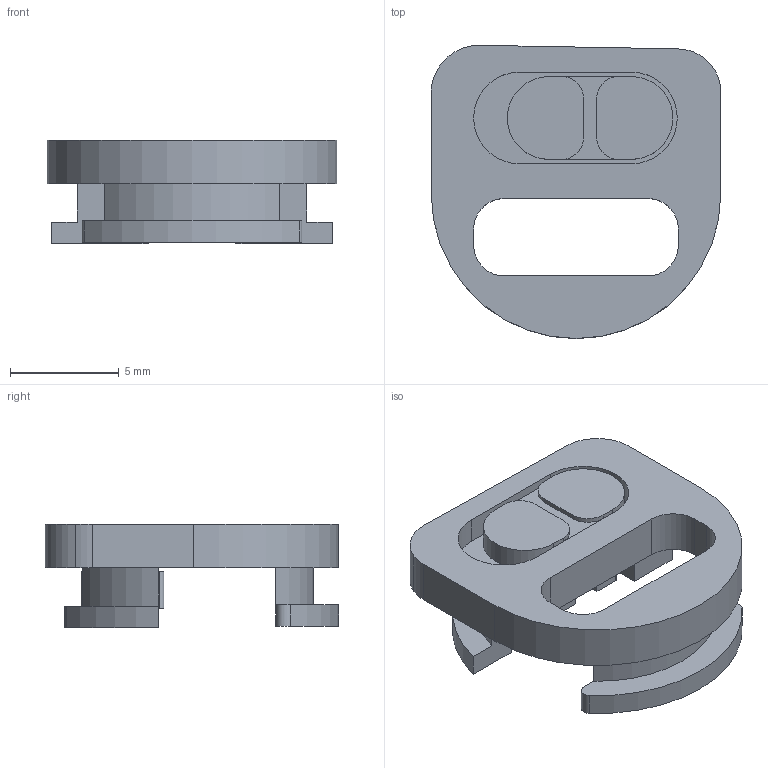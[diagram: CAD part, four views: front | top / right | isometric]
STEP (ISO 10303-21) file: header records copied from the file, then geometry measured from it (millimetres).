
FILE_DESCRIPTION(/* description */ (''),/* implementation_level */ '2;1');
FILE_NAME(/* name */ 'usb.step',/* time_stamp */ '2024-09-23T16:29:45+01:00',/* author */ (''),/* organization */ (''),/* preprocessor_version */ 'ST-DEVELOPER v20',/* originating_system */ 'Autodesk Translation Framework v13.20.0.188',/* authorisation */ '');
FILE_SCHEMA (('AUTOMOTIVE_DESIGN { 1 0 10303 214 3 1 1 }'));
Length unit declared in the file: millimetre
Products named in the file (1): USB ADB cap
Bounding box: 13.3 x 13.46 x 4.77 mm (x, y, z)
Volume: 318.8 mm3; surface area: 709.2 mm2
Topology: 2 solids, 2 shells, 102 faces, 286 edges, 190 vertices
Faces by surface type: plane 60, cylinder 42
Entity records: 3338 total; most frequent: CARTESIAN_POINT 579, DIRECTION 576, ORIENTED_EDGE 572, EDGE_CURVE 286, LINE 202, VECTOR 202, VERTEX_POINT 190, AXIS2_PLACEMENT_3D 187
